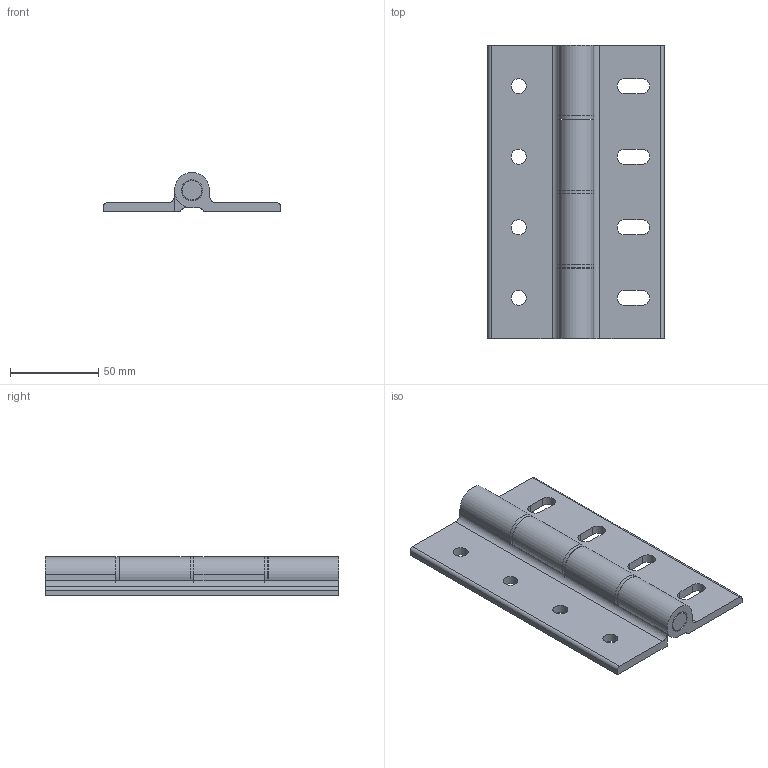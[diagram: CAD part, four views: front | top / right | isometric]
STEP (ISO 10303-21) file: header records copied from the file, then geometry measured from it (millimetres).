
FILE_DESCRIPTION((''),'2;1');
FILE_NAME('SZ0766N_A.stp','2013-08-27T10:16:26',('janine behrens'),(''),'Autodesk Inventor 2012','Autodesk Inventor 2012','');
FILE_SCHEMA(('AUTOMOTIVE_DESIGN { 1 0 10303 214 1 1 1 1 }'));
Length unit declared in the file: millimetre
Products named in the file (5): SZ0766N_A; ME1200066-A; ME1200057_A; ME1200065_A; ME1200050_A
Assembly tree (6 placements, depth 2):
  SZ0766N_A
    ME1200066-A
    ME1200057_A
    ME1200065_A
    ME1200050_A  x3
Bounding box: 100 x 166 x 22 mm (x, y, z)
Volume: 119826.7 mm3; surface area: 56698.3 mm2
Topology: 6 solids, 6 shells, 91 faces, 223 edges, 144 vertices
Faces by surface type: plane 44, cylinder 42, torus 3, cone 2
Full cylindrical faces by diameter (mm): 8.5 x4, 11.5 x3, 12 x8, 20 x3
Entity records: 2640 total; most frequent: DIRECTION 458, CARTESIAN_POINT 422, ORIENTED_EDGE 384, EDGE_CURVE 192, AXIS2_PLACEMENT_3D 172, VERTEX_POINT 136, EDGE_LOOP 128, VECTOR 114
